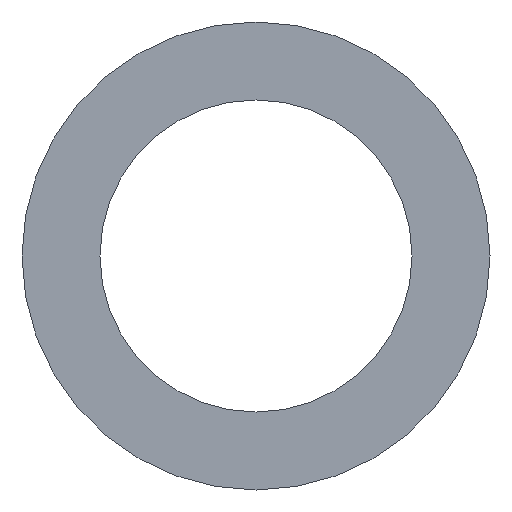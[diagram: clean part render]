
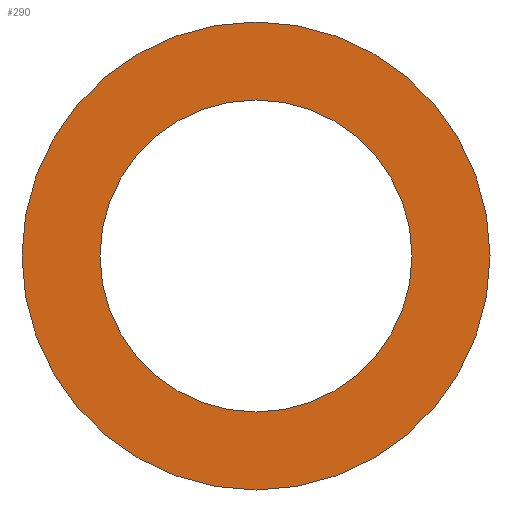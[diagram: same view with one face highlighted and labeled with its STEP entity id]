
A CAD part, front view. The second image highlights one B-rep face of the part: STEP entity #290.
In plain terms, the highlighted planar face has unit normal (0, -1, 0).
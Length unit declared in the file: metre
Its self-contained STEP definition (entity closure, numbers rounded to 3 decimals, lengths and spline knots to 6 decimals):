
#13=PLANE('',#314);
#18=CIRCLE('',#315,0.00585);
#19=CIRCLE('',#316,0.008775);
#83=ORIENTED_EDGE('',*,*,#168,.T.);
#84=ORIENTED_EDGE('',*,*,#169,.F.);
#168=EDGE_CURVE('',#210,#210,#18,.T.);
#169=EDGE_CURVE('',#211,#211,#19,.T.);
#210=VERTEX_POINT('',#1320);
#211=VERTEX_POINT('',#1322);
#250=EDGE_LOOP('',(#83));
#251=EDGE_LOOP('',(#84));
#269=FACE_BOUND('',#250,.T.);
#270=FACE_BOUND('',#251,.T.);
#290=ADVANCED_FACE('',(#269,#270),#13,.F.);
#314=AXIS2_PLACEMENT_3D('',#1318,#342,#343);
#315=AXIS2_PLACEMENT_3D('',#1319,#344,#345);
#316=AXIS2_PLACEMENT_3D('',#1321,#346,#347);
#342=DIRECTION('',(0.,1.,0.));
#343=DIRECTION('',(0.,0.,1.));
#344=DIRECTION('',(0.,1.,0.));
#345=DIRECTION('',(0.,0.,1.));
#346=DIRECTION('',(0.,1.,0.));
#347=DIRECTION('',(0.,0.,1.));
#1318=CARTESIAN_POINT('',(0.,0.09875,0.));
#1319=CARTESIAN_POINT('',(0.,0.09875,0.));
#1320=CARTESIAN_POINT('',(0.,0.09875,0.00585));
#1321=CARTESIAN_POINT('',(0.,0.09875,0.));
#1322=CARTESIAN_POINT('',(0.,0.09875,0.008775));
